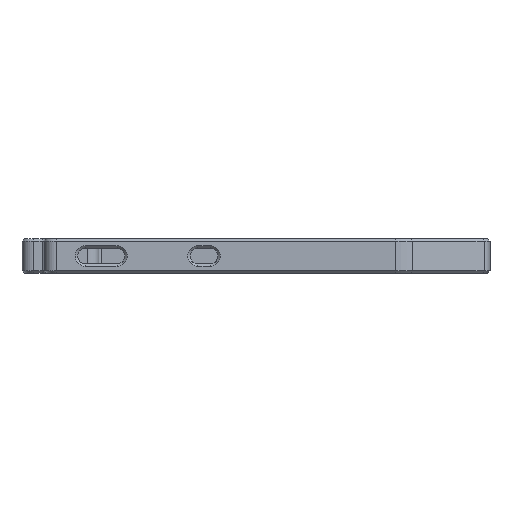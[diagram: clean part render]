
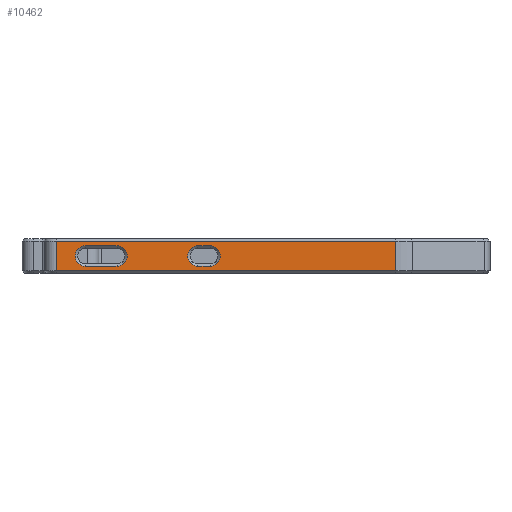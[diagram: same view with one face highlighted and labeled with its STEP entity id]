
A CAD part, left-side view. The second image highlights one B-rep face of the part: STEP entity #10462.
In plain terms, the highlighted planar face has unit normal (-1, 0, 0).
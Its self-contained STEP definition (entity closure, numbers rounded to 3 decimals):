
#3302 = VERTEX_POINT('',#3303);
#3303 = CARTESIAN_POINT('',(116.5,-13.345,5.8));
#3309 = EDGE_CURVE('',#3302,#3310,#3312,.T.);
#3310 = VERTEX_POINT('',#3311);
#3311 = CARTESIAN_POINT('',(116.5,-6.655,5.8));
#3312 = LINE('',#3313,#3314);
#3313 = CARTESIAN_POINT('',(116.5,-13.345,5.8));
#3314 = VECTOR('',#3315,1.);
#3315 = DIRECTION('',(0.,1.,0.));
#3584 = VERTEX_POINT('',#3585);
#3585 = CARTESIAN_POINT('',(116.5,-33.05,5.8));
#3591 = EDGE_CURVE('',#3584,#3592,#3594,.T.);
#3592 = VERTEX_POINT('',#3593);
#3593 = CARTESIAN_POINT('',(116.5,-30.45,5.8));
#3594 = LINE('',#3595,#3596);
#3595 = CARTESIAN_POINT('',(116.5,-33.05,5.8));
#3596 = VECTOR('',#3597,1.);
#3597 = DIRECTION('',(0.,1.,0.));
#7144 = VERTEX_POINT('',#7145);
#7145 = CARTESIAN_POINT('',(116.5,-0.5,6.8));
#7192 = EDGE_CURVE('',#7144,#7193,#7195,.T.);
#7193 = VERTEX_POINT('',#7194);
#7194 = CARTESIAN_POINT('',(116.5,-72.289,6.8));
#7195 = LINE('',#7196,#7197);
#7196 = CARTESIAN_POINT('',(116.5,-0.5,6.8));
#7197 = VECTOR('',#7198,1.);
#7198 = DIRECTION('',(-0.,-1.,-0.));
#10316 = EDGE_CURVE('',#3310,#10317,#10319,.T.);
#10317 = VERTEX_POINT('',#10318);
#10318 = CARTESIAN_POINT('',(116.5,-6.655,1.49));
#10319 = CIRCLE('',#10320,2.155);
#10320 = AXIS2_PLACEMENT_3D('',#10321,#10322,#10323);
#10321 = CARTESIAN_POINT('',(116.5,-6.655,3.645));
#10322 = DIRECTION('',(-1.,0.,0.));
#10323 = DIRECTION('',(0.,0.,1.));
#10442 = VERTEX_POINT('',#10443);
#10443 = CARTESIAN_POINT('',(116.5,-13.345,1.49));
#10449 = EDGE_CURVE('',#10442,#3302,#10450,.T.);
#10450 = CIRCLE('',#10451,2.155);
#10451 = AXIS2_PLACEMENT_3D('',#10452,#10453,#10454);
#10452 = CARTESIAN_POINT('',(116.5,-13.345,3.645));
#10453 = DIRECTION('',(-1.,0.,0.));
#10454 = DIRECTION('',(-0.,-0.,-1.));
#10462 = ADVANCED_FACE('',(#10463,#10490,#10515),#10526,.T.);
#10463 = FACE_BOUND('',#10464,.F.);
#10464 = EDGE_LOOP('',(#10465,#10474,#10475,#10484));
#10465 = ORIENTED_EDGE('',*,*,#10466,.T.);
#10466 = EDGE_CURVE('',#10467,#3584,#10469,.T.);
#10467 = VERTEX_POINT('',#10468);
#10468 = CARTESIAN_POINT('',(116.5,-33.05,1.49));
#10469 = CIRCLE('',#10470,2.155);
#10470 = AXIS2_PLACEMENT_3D('',#10471,#10472,#10473);
#10471 = CARTESIAN_POINT('',(116.5,-33.05,3.645));
#10472 = DIRECTION('',(-1.,0.,0.));
#10473 = DIRECTION('',(-0.,-0.,-1.));
#10474 = ORIENTED_EDGE('',*,*,#3591,.T.);
#10475 = ORIENTED_EDGE('',*,*,#10476,.T.);
#10476 = EDGE_CURVE('',#3592,#10477,#10479,.T.);
#10477 = VERTEX_POINT('',#10478);
#10478 = CARTESIAN_POINT('',(116.5,-30.45,1.49));
#10479 = CIRCLE('',#10480,2.155);
#10480 = AXIS2_PLACEMENT_3D('',#10481,#10482,#10483);
#10481 = CARTESIAN_POINT('',(116.5,-30.45,3.645));
#10482 = DIRECTION('',(-1.,0.,0.));
#10483 = DIRECTION('',(0.,0.,1.));
#10484 = ORIENTED_EDGE('',*,*,#10485,.T.);
#10485 = EDGE_CURVE('',#10477,#10467,#10486,.T.);
#10486 = LINE('',#10487,#10488);
#10487 = CARTESIAN_POINT('',(116.5,-30.45,1.49));
#10488 = VECTOR('',#10489,1.);
#10489 = DIRECTION('',(0.,-1.,0.));
#10490 = FACE_BOUND('',#10491,.F.);
#10491 = EDGE_LOOP('',(#10492,#10500,#10508,#10514));
#10492 = ORIENTED_EDGE('',*,*,#10493,.T.);
#10493 = EDGE_CURVE('',#7193,#10494,#10496,.T.);
#10494 = VERTEX_POINT('',#10495);
#10495 = CARTESIAN_POINT('',(116.5,-72.289,0.5));
#10496 = LINE('',#10497,#10498);
#10497 = CARTESIAN_POINT('',(116.5,-72.289,7.3));
#10498 = VECTOR('',#10499,1.);
#10499 = DIRECTION('',(-0.,-0.,-1.));
#10500 = ORIENTED_EDGE('',*,*,#10501,.F.);
#10501 = EDGE_CURVE('',#10502,#10494,#10504,.T.);
#10502 = VERTEX_POINT('',#10503);
#10503 = CARTESIAN_POINT('',(116.5,-0.5,0.5));
#10504 = LINE('',#10505,#10506);
#10505 = CARTESIAN_POINT('',(116.5,-0.5,0.5));
#10506 = VECTOR('',#10507,1.);
#10507 = DIRECTION('',(0.,-1.,0.));
#10508 = ORIENTED_EDGE('',*,*,#10509,.F.);
#10509 = EDGE_CURVE('',#7144,#10502,#10510,.T.);
#10510 = LINE('',#10511,#10512);
#10511 = CARTESIAN_POINT('',(116.5,-0.5,7.3));
#10512 = VECTOR('',#10513,1.);
#10513 = DIRECTION('',(-0.,-0.,-1.));
#10514 = ORIENTED_EDGE('',*,*,#7192,.T.);
#10515 = FACE_BOUND('',#10516,.F.);
#10516 = EDGE_LOOP('',(#10517,#10518,#10519,#10520));
#10517 = ORIENTED_EDGE('',*,*,#10449,.T.);
#10518 = ORIENTED_EDGE('',*,*,#3309,.T.);
#10519 = ORIENTED_EDGE('',*,*,#10316,.T.);
#10520 = ORIENTED_EDGE('',*,*,#10521,.T.);
#10521 = EDGE_CURVE('',#10317,#10442,#10522,.T.);
#10522 = LINE('',#10523,#10524);
#10523 = CARTESIAN_POINT('',(116.5,-6.655,1.49));
#10524 = VECTOR('',#10525,1.);
#10525 = DIRECTION('',(0.,-1.,0.));
#10526 = PLANE('',#10527);
#10527 = AXIS2_PLACEMENT_3D('',#10528,#10529,#10530);
#10528 = CARTESIAN_POINT('',(116.5,0.,0.));
#10529 = DIRECTION('',(-1.,-0.,-0.));
#10530 = DIRECTION('',(0.,1.,0.));
